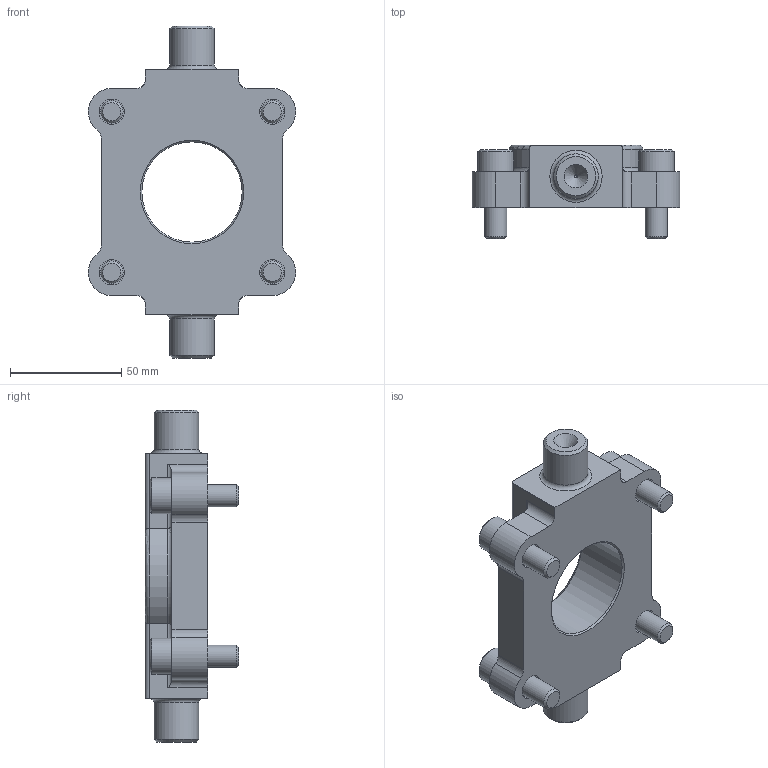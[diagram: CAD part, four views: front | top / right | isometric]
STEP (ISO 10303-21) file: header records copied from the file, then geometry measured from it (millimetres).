
FILE_DESCRIPTION(/* description */ ('STEP AP214'),/* implementation_level */ '2;1');
FILE_NAME(/* name */ '174415_ZNCF-80',/* time_stamp */ '2024-09-10T12:05:02+02:00',/* author */ ('License CC BY-ND 4.0'),/* organization */ ('CADENAS'),/* preprocessor_version */ 'ST-DEVELOPER v19.3',/* originating_system */ 'PARTsolutions',/* authorisation */ ' ');
FILE_SCHEMA (('AUTOMOTIVE_DESIGN {1 0 10303 214 3 1 1}'));
Length unit declared in the file: millimetre
Products named in the file (3): 174415 ZNCF-80; 174415 ZNCF-80---(F); DIN-912 - M10x30(F)
Assembly tree (5 placements, depth 2):
  174415 ZNCF-80
    174415 ZNCF-80---(F)
    DIN-912 - M10x30(F)  x4
Bounding box: 92.94 x 42 x 148.96 mm (x, y, z)
Volume: 176236.7 mm3; surface area: 38984.7 mm2
Topology: 5 solids, 5 shells, 177 faces, 382 edges, 221 vertices
Faces by surface type: plane 82, cone 50, cylinder 37, torus 6, sphere 2
Full cylindrical faces by diameter (mm): 10 x4, 11.3 x4, 16 x4, 20 x2, 45 x1
Entity records: 2662 total; most frequent: CARTESIAN_POINT 498, DIRECTION 456, ORIENTED_EDGE 384, EDGE_CURVE 192, AXIS2_PLACEMENT_3D 183, VERTEX_POINT 131, FACE_BOUND 131, EDGE_LOOP 130
